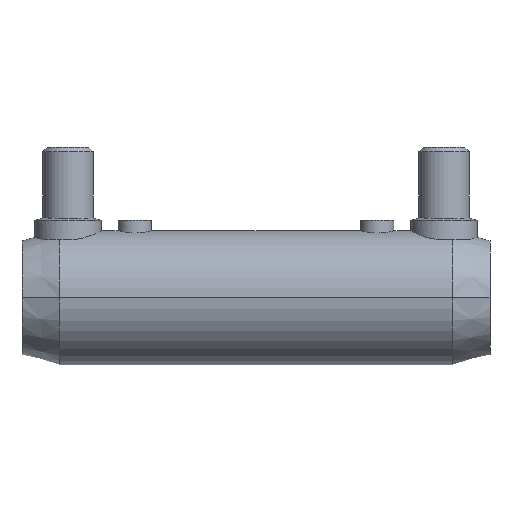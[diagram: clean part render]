
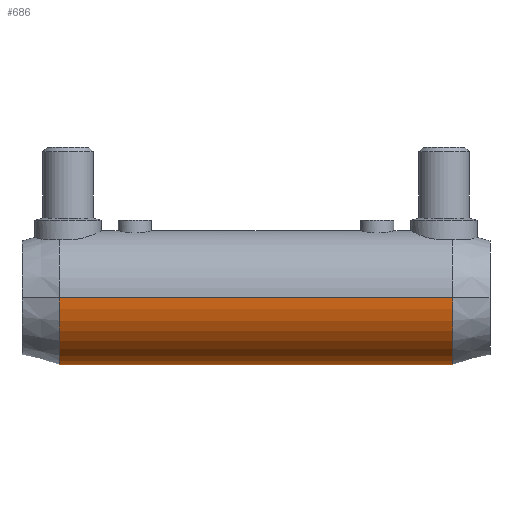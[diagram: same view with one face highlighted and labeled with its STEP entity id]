
A CAD part, front view. The second image highlights one B-rep face of the part: STEP entity #686.
In plain terms, the highlighted cylindrical face has radius 16 mm (diameter 32 mm), a partial arc.
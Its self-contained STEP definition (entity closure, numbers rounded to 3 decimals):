
#318 = EDGE_CURVE( '', #682, #814, #900, .T. );
#356 = EDGE_CURVE( '', #814, #668, #943, .T. );
#374 = VERTEX_POINT( '', #965 );
#434 = EDGE_CURVE( '', #682, #558, #1031, .T. );
#538 = EDGE_CURVE( '', #832, #374, #1145, .T. );
#542 = EDGE_CURVE( '', #668, #744, #1149, .T. );
#558 = VERTEX_POINT( '', #1166 );
#666 = EDGE_CURVE( '', #832, #744, #1289, .T. );
#668 = VERTEX_POINT( '', #1291 );
#682 = VERTEX_POINT( '', #1308 );
#686 = ADVANCED_FACE( '', ( #1312 ), #1313, .T. );
#744 = VERTEX_POINT( '', #1376 );
#814 = VERTEX_POINT( '', #1455 );
#816 = EDGE_CURVE( '', #558, #374, #1457, .T. );
#832 = VERTEX_POINT( '', #1475 );
#900 = LINE( '', #1546, #1547 );
#943 = CIRCLE( '', #1604, 16. );
#965 = CARTESIAN_POINT( '', ( 69.76, 16., 0. ) );
#1031 = B_SPLINE_CURVE_WITH_KNOTS( '', 3, ( #1755, #1756, #1757, #1758, #1759, #1760, #1761, #1762, #1763, #1764, #1765, #1766, #1767, #1768, #1769, #1770, #1771, #1772, #1773, #1774 ), .UNSPECIFIED., .F., .F., ( 4, 2, 2, 2, 2, 2, 2, 2, 2, 4 ), ( 68.06, 70.822, 73.584, 76.346, 79.108, 82.018, 84.928, 87.837, 89.292, 90.747 ), .UNSPECIFIED. );
#1145 = LINE( '', #2122, #2123 );
#1149 = LINE( '', #2129, #2130 );
#1166 = CARTESIAN_POINT( '', ( 56., 8.165, -13.76 ) );
#1289 = CIRCLE( '', #2425, 16. );
#1291 = CARTESIAN_POINT( '', ( 8.935, -16., 0. ) );
#1308 = CARTESIAN_POINT( '', ( 42.24, 16., 0. ) );
#1312 = FACE_OUTER_BOUND( '', #2470, .T. );
#1313 = CYLINDRICAL_SURFACE( '', #2471, 16. );
#1376 = CARTESIAN_POINT( '', ( 103.065, -16., 0. ) );
#1455 = CARTESIAN_POINT( '', ( 8.935, 16., 0. ) );
#1457 = B_SPLINE_CURVE_WITH_KNOTS( '', 3, ( #2794, #2795, #2796, #2797, #2798, #2799, #2800, #2801, #2802, #2803, #2804, #2805, #2806, #2807, #2808, #2809, #2810, #2811, #2812, #2813 ), .UNSPECIFIED., .F., .F., ( 4, 2, 2, 2, 2, 2, 2, 2, 2, 4 ), ( 0., 1.455, 2.91, 5.819, 8.729, 11.638, 14.4, 17.163, 19.925, 22.687 ), .UNSPECIFIED. );
#1475 = CARTESIAN_POINT( '', ( 103.065, 16., 0. ) );
#1546 = CARTESIAN_POINT( '', ( 56., 16., 0. ) );
#1547 = VECTOR( '', #2937, 1. );
#1604 = AXIS2_PLACEMENT_3D( '', #2987, #2988, #2989 );
#1755 = CARTESIAN_POINT( '', ( 42.24, 16., 0. ) );
#1756 = CARTESIAN_POINT( '', ( 42.24, 16., -0.921 ) );
#1757 = CARTESIAN_POINT( '', ( 42.334, 15.919, -1.856 ) );
#1758 = CARTESIAN_POINT( '', ( 42.71, 15.597, -3.686 ) );
#1759 = CARTESIAN_POINT( '', ( 42.992, 15.357, -4.579 ) );
#1760 = CARTESIAN_POINT( '', ( 43.714, 14.75, -6.264 ) );
#1761 = CARTESIAN_POINT( '', ( 44.155, 14.383, -7.058 ) );
#1762 = CARTESIAN_POINT( '', ( 45.147, 13.578, -8.504 ) );
#1763 = CARTESIAN_POINT( '', ( 45.698, 13.14, -9.157 ) );
#1764 = CARTESIAN_POINT( '', ( 46.873, 12.24, -10.333 ) );
#1765 = CARTESIAN_POINT( '', ( 47.546, 11.741, -10.892 ) );
#1766 = CARTESIAN_POINT( '', ( 49.001, 10.741, -11.88 ) );
#1767 = CARTESIAN_POINT( '', ( 49.783, 10.239, -12.308 ) );
#1768 = CARTESIAN_POINT( '', ( 51.429, 9.332, -13.009 ) );
#1769 = CARTESIAN_POINT( '', ( 52.293, 8.926, -13.283 ) );
#1770 = CARTESIAN_POINT( '', ( 53.643, 8.487, -13.564 ) );
#1771 = CARTESIAN_POINT( '', ( 54.102, 8.37, -13.637 ) );
#1772 = CARTESIAN_POINT( '', ( 55.038, 8.208, -13.734 ) );
#1773 = CARTESIAN_POINT( '', ( 55.515, 8.165, -13.76 ) );
#1774 = CARTESIAN_POINT( '', ( 56., 8.165, -13.76 ) );
#2122 = CARTESIAN_POINT( '', ( 56., 16., 0. ) );
#2123 = VECTOR( '', #3218, 1. );
#2129 = CARTESIAN_POINT( '', ( 56., -16., 0. ) );
#2130 = VECTOR( '', #3222, 1. );
#2425 = AXIS2_PLACEMENT_3D( '', #3402, #3403, #3404 );
#2470 = EDGE_LOOP( '', ( #3424, #3425, #3426, #3427, #3428, #3429, #3430 ) );
#2471 = AXIS2_PLACEMENT_3D( '', #3431, #3432, #3433 );
#2794 = CARTESIAN_POINT( '', ( 56., 8.165, -13.76 ) );
#2795 = CARTESIAN_POINT( '', ( 56.485, 8.165, -13.76 ) );
#2796 = CARTESIAN_POINT( '', ( 56.962, 8.208, -13.734 ) );
#2797 = CARTESIAN_POINT( '', ( 57.898, 8.37, -13.637 ) );
#2798 = CARTESIAN_POINT( '', ( 58.357, 8.487, -13.564 ) );
#2799 = CARTESIAN_POINT( '', ( 59.707, 8.926, -13.283 ) );
#2800 = CARTESIAN_POINT( '', ( 60.571, 9.332, -13.009 ) );
#2801 = CARTESIAN_POINT( '', ( 62.217, 10.239, -12.308 ) );
#2802 = CARTESIAN_POINT( '', ( 62.999, 10.741, -11.88 ) );
#2803 = CARTESIAN_POINT( '', ( 64.454, 11.741, -10.892 ) );
#2804 = CARTESIAN_POINT( '', ( 65.127, 12.24, -10.333 ) );
#2805 = CARTESIAN_POINT( '', ( 66.302, 13.14, -9.157 ) );
#2806 = CARTESIAN_POINT( '', ( 66.853, 13.578, -8.504 ) );
#2807 = CARTESIAN_POINT( '', ( 67.845, 14.383, -7.058 ) );
#2808 = CARTESIAN_POINT( '', ( 68.286, 14.75, -6.264 ) );
#2809 = CARTESIAN_POINT( '', ( 69.008, 15.357, -4.579 ) );
#2810 = CARTESIAN_POINT( '', ( 69.29, 15.597, -3.686 ) );
#2811 = CARTESIAN_POINT( '', ( 69.666, 15.919, -1.856 ) );
#2812 = CARTESIAN_POINT( '', ( 69.76, 16., -0.921 ) );
#2813 = CARTESIAN_POINT( '', ( 69.76, 16., 0. ) );
#2937 = DIRECTION( '', ( -1., 0., 0. ) );
#2987 = CARTESIAN_POINT( '', ( 8.935, 0., 0. ) );
#2988 = DIRECTION( '', ( -1., 0., 0. ) );
#2989 = DIRECTION( '', ( 0., 1., 0. ) );
#3218 = DIRECTION( '', ( -1., 0., 0. ) );
#3222 = DIRECTION( '', ( 1., 0., 0. ) );
#3402 = CARTESIAN_POINT( '', ( 103.065, 0., 0. ) );
#3403 = DIRECTION( '', ( -1., 0., 0. ) );
#3404 = DIRECTION( '', ( 0., 1., 0. ) );
#3424 = ORIENTED_EDGE( '', *, *, #538, .F. );
#3425 = ORIENTED_EDGE( '', *, *, #666, .T. );
#3426 = ORIENTED_EDGE( '', *, *, #542, .F. );
#3427 = ORIENTED_EDGE( '', *, *, #356, .F. );
#3428 = ORIENTED_EDGE( '', *, *, #318, .F. );
#3429 = ORIENTED_EDGE( '', *, *, #434, .T. );
#3430 = ORIENTED_EDGE( '', *, *, #816, .T. );
#3431 = CARTESIAN_POINT( '', ( 56., 0., 0. ) );
#3432 = DIRECTION( '', ( 1., 0., 0. ) );
#3433 = DIRECTION( '', ( 0., 1., 0. ) );
